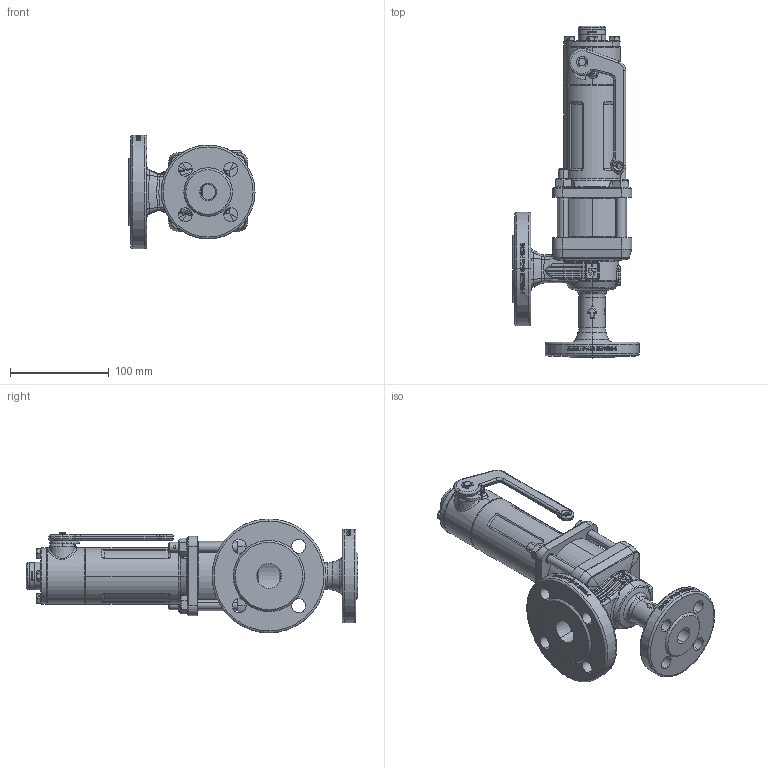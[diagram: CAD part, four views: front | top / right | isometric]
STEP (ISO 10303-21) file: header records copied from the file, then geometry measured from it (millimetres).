
FILE_DESCRIPTION (( 'STEP AP214' ), '1' );
FILE_NAME ('455TBGFL_15_FLFL_1525_MD.STEP', '2020-07-08T10:58:08', ( '' ), ( '' ), 'SwSTEP 2.0', 'SolidWorks 2018', '' );
FILE_SCHEMA (( 'AUTOMOTIVE_DESIGN' ));
Length unit declared in the file: millimetre
Products named in the file (2): 455TBGFL_15_FLFL_1525_MD
Bounding box: 127.5 x 335.5 x 115 mm (x, y, z)
Volume: 740117.7 mm3; surface area: 233148 mm2
Topology: 22 solids, 22 shells, 2055 faces, 5558 edges, 3725 vertices
Faces by surface type: cylinder 583, bspline 580, plane 530, cone 225, torus 116, sphere 21
Entity records: 149791 total; most frequent: CARTESIAN_POINT 79198, ORIENTED_EDGE 11032, DIRECTION 8422, EDGE_CURVE 5516, VERTEX_POINT 3723, AXIS2_PLACEMENT_3D 3396, EDGE_LOOP 2353, UNCERTAINTY_MEASURE_WITH_UNIT 2067
